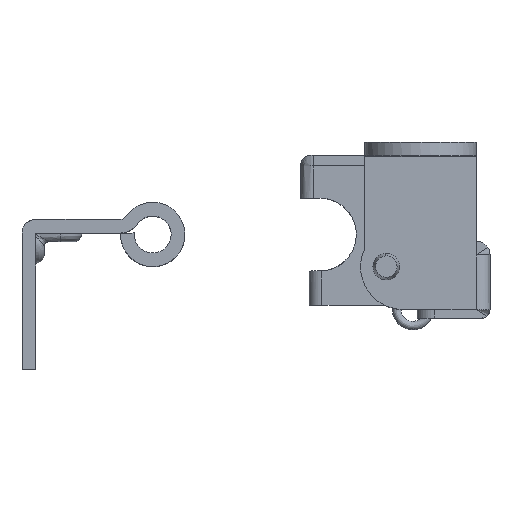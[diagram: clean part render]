
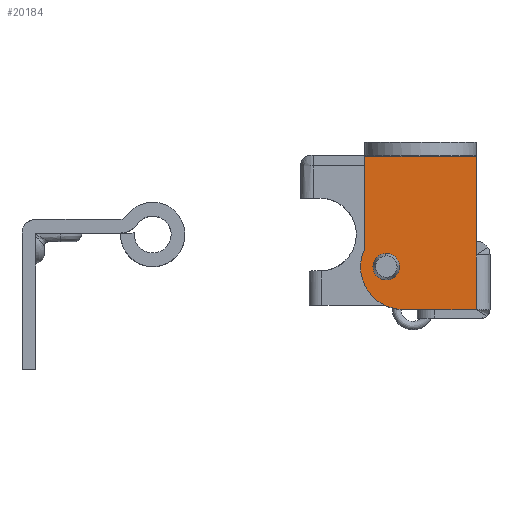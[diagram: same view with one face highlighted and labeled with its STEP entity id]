
A CAD part, top view. The second image highlights one B-rep face of the part: STEP entity #20184.
In plain terms, the highlighted free-form (B-spline) face has degree [1, 1] with [2, 2] control points.
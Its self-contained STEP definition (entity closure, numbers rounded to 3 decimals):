
#19120=CARTESIAN_POINT('',(-3.905,-16.047,-7.15));
#19121=VERTEX_POINT('',#19120);
#19127=CARTESIAN_POINT('',(-2.45,-14.5,-7.15));
#19128=VERTEX_POINT('',#19127);
#19129=CARTESIAN_POINT('',(-2.45,-14.5,-7.15));
#19130=CARTESIAN_POINT('',(-2.45,-15.958,-7.15));
#19131=CARTESIAN_POINT('',(-3.905,-16.047,-7.15));
#19139=(BOUNDED_CURVE()B_SPLINE_CURVE(2,(#19129,#19130,#19131),.UNSPECIFIED.,.F.,.U.)B_SPLINE_CURVE_WITH_KNOTS((3,3),(0.5,0.739),.UNSPECIFIED.)CURVE()GEOMETRIC_REPRESENTATION_ITEM()RATIONAL_B_SPLINE_CURVE((1.0,0.72,0.976))REPRESENTATION_ITEM(''));
#19140=EDGE_CURVE('',#19128,#19121,#19139,.T.);
#19142=CARTESIAN_POINT('',(-4.095,-12.953,-7.15));
#19143=VERTEX_POINT('',#19142);
#19144=CARTESIAN_POINT('',(-4.095,-12.953,-7.15));
#19145=CARTESIAN_POINT('',(-4.047,-12.95,-7.15));
#19146=CARTESIAN_POINT('',(-4.,-12.95,-7.15));
#19147=CARTESIAN_POINT('',(-2.45,-12.95,-7.15));
#19148=CARTESIAN_POINT('',(-2.45,-14.5,-7.15));
#19156=(BOUNDED_CURVE()B_SPLINE_CURVE(2,(#19144,#19145,#19146,#19147,#19148),.UNSPECIFIED.,.F.,.U.)B_SPLINE_CURVE_WITH_KNOTS((3,2,3),(0.239,0.25,0.5),.UNSPECIFIED.)CURVE()GEOMETRIC_REPRESENTATION_ITEM()RATIONAL_B_SPLINE_CURVE((0.976,0.988,1.0,0.707,1.0))REPRESENTATION_ITEM(''));
#19157=EDGE_CURVE('',#19143,#19128,#19156,.T.);
#19201=CARTESIAN_POINT('',(-5.55,-14.5,-7.15));
#19202=VERTEX_POINT('',#19201);
#19203=CARTESIAN_POINT('',(-5.55,-14.5,-7.15));
#19204=CARTESIAN_POINT('',(-5.55,-13.042,-7.15));
#19205=CARTESIAN_POINT('',(-4.095,-12.953,-7.15));
#19213=(BOUNDED_CURVE()B_SPLINE_CURVE(2,(#19203,#19204,#19205),.UNSPECIFIED.,.F.,.U.)B_SPLINE_CURVE_WITH_KNOTS((3,3),(0.0,0.239),.UNSPECIFIED.)CURVE()GEOMETRIC_REPRESENTATION_ITEM()RATIONAL_B_SPLINE_CURVE((1.0,0.72,0.976))REPRESENTATION_ITEM(''));
#19214=EDGE_CURVE('',#19202,#19143,#19213,.T.);
#19216=CARTESIAN_POINT('',(-3.905,-16.047,-7.15));
#19217=CARTESIAN_POINT('',(-3.953,-16.05,-7.15));
#19218=CARTESIAN_POINT('',(-4.,-16.05,-7.15));
#19219=CARTESIAN_POINT('',(-5.55,-16.05,-7.15));
#19220=CARTESIAN_POINT('',(-5.55,-14.5,-7.15));
#19228=(BOUNDED_CURVE()B_SPLINE_CURVE(2,(#19216,#19217,#19218,#19219,#19220),.UNSPECIFIED.,.F.,.U.)B_SPLINE_CURVE_WITH_KNOTS((3,2,3),(0.739,0.75,1.0),.UNSPECIFIED.)CURVE()GEOMETRIC_REPRESENTATION_ITEM()RATIONAL_B_SPLINE_CURVE((0.976,0.988,1.0,0.707,1.0))REPRESENTATION_ITEM(''));
#19229=EDGE_CURVE('',#19121,#19202,#19228,.T.);
#20116=CARTESIAN_POINT('',(7.174,-20.389,-7.15));
#20117=CARTESIAN_POINT('',(-7.673,-20.389,-7.15));
#20118=CARTESIAN_POINT('',(7.174,-0.811,-7.15));
#20119=CARTESIAN_POINT('',(-7.673,-0.811,-7.15));
#20120=B_SPLINE_SURFACE_WITH_KNOTS('',1,1,((#20116,#20118),(#20117,#20119)),.UNSPECIFIED.,.F.,.F.,.U.,(2,2),(2,2),(0.0,14.847),(0.0,19.578),.UNSPECIFIED.);
#20121=CARTESIAN_POINT('',(-6.5,-1.7,-7.15));
#20122=VERTEX_POINT('',#20121);
#20123=CARTESIAN_POINT('',(-6.5,-12.321,-7.15));
#20124=VERTEX_POINT('',#20123);
#20125=CARTESIAN_POINT('',(-6.5,-1.7,-7.15));
#20126=CARTESIAN_POINT('',(-6.5,-12.321,-7.15));
#20127=QUASI_UNIFORM_CURVE('',1,(#20125,#20126),.UNSPECIFIED.,.F.,.U.);
#20128=EDGE_CURVE('',#20122,#20124,#20127,.T.);
#20129=ORIENTED_EDGE('',*,*,#20128,.T.);
#20130=CARTESIAN_POINT('',(-2.0,-19.5,-7.15));
#20131=VERTEX_POINT('',#20130);
#20132=CARTESIAN_POINT('',(-2.0,-19.5,-7.15));
#20133=CARTESIAN_POINT('',(-2.316,-19.5,-7.15));
#20134=CARTESIAN_POINT('',(-2.856,-19.449,-7.15));
#20135=CARTESIAN_POINT('',(-3.647,-19.241,-7.15));
#20136=CARTESIAN_POINT('',(-4.399,-18.917,-7.15));
#20137=CARTESIAN_POINT('',(-5.083,-18.465,-7.15));
#20138=CARTESIAN_POINT('',(-5.673,-17.918,-7.15));
#20139=CARTESIAN_POINT('',(-6.104,-17.384,-7.15));
#20140=CARTESIAN_POINT('',(-6.525,-16.683,-7.15));
#20141=CARTESIAN_POINT('',(-6.839,-15.882,-7.15));
#20142=CARTESIAN_POINT('',(-6.993,-15.023,-7.15));
#20143=CARTESIAN_POINT('',(-7.01,-14.258,-7.15));
#20144=CARTESIAN_POINT('',(-6.907,-13.367,-7.15));
#20145=CARTESIAN_POINT('',(-6.689,-12.711,-7.15));
#20146=CARTESIAN_POINT('',(-6.5,-12.321,-7.15));
#20147=B_SPLINE_CURVE_WITH_KNOTS('',3,(#20132,#20133,#20134,#20135,#20136,#20137,#20138,#20139,#20140,#20141,#20142,#20143,#20144,#20145,#20146),.UNSPECIFIED.,.F.,.U.,(4,1,1,1,1,1,1,1,1,1,1,1,4),(0.,0.948,1.619,2.448,3.396,4.067,4.857,5.449,6.516,7.424,8.056,8.806,10.109),.UNSPECIFIED.);
#20148=EDGE_CURVE('',#20131,#20124,#20147,.T.);
#20149=ORIENTED_EDGE('',*,*,#20148,.F.);
#20150=CARTESIAN_POINT('',(6.5,-19.5,-7.15));
#20151=VERTEX_POINT('',#20150);
#20152=CARTESIAN_POINT('',(-2.0,-19.5,-7.15));
#20153=CARTESIAN_POINT('',(6.5,-19.5,-7.15));
#20154=QUASI_UNIFORM_CURVE('',1,(#20152,#20153),.UNSPECIFIED.,.F.,.U.);
#20155=EDGE_CURVE('',#20131,#20151,#20154,.T.);
#20156=ORIENTED_EDGE('',*,*,#20155,.T.);
#20157=CARTESIAN_POINT('',(6.5,-12.9,-7.15));
#20158=VERTEX_POINT('',#20157);
#20159=CARTESIAN_POINT('',(6.5,-19.5,-7.15));
#20160=CARTESIAN_POINT('',(6.5,-12.9,-7.15));
#20161=QUASI_UNIFORM_CURVE('',1,(#20159,#20160),.UNSPECIFIED.,.F.,.U.);
#20162=EDGE_CURVE('',#20151,#20158,#20161,.T.);
#20163=ORIENTED_EDGE('',*,*,#20162,.T.);
#20164=CARTESIAN_POINT('',(6.5,-1.7,-7.15));
#20165=VERTEX_POINT('',#20164);
#20166=CARTESIAN_POINT('',(6.5,-1.7,-7.15));
#20167=CARTESIAN_POINT('',(6.5,-12.9,-7.15));
#20168=QUASI_UNIFORM_CURVE('',1,(#20166,#20167),.UNSPECIFIED.,.F.,.U.);
#20169=EDGE_CURVE('',#20165,#20158,#20168,.T.);
#20170=ORIENTED_EDGE('',*,*,#20169,.F.);
#20171=CARTESIAN_POINT('',(6.5,-1.7,-7.15));
#20172=CARTESIAN_POINT('',(-6.5,-1.7,-7.15));
#20173=QUASI_UNIFORM_CURVE('',1,(#20171,#20172),.UNSPECIFIED.,.F.,.U.);
#20174=EDGE_CURVE('',#20165,#20122,#20173,.T.);
#20175=ORIENTED_EDGE('',*,*,#20174,.T.);
#20176=EDGE_LOOP('',(#20129,#20149,#20156,#20163,#20170,#20175));
#20177=FACE_OUTER_BOUND('',#20176,.T.);
#20178=ORIENTED_EDGE('',*,*,#19140,.T.);
#20179=ORIENTED_EDGE('',*,*,#19229,.T.);
#20180=ORIENTED_EDGE('',*,*,#19214,.T.);
#20181=ORIENTED_EDGE('',*,*,#19157,.T.);
#20182=EDGE_LOOP('',(#20178,#20179,#20180,#20181));
#20183=FACE_BOUND('',#20182,.T.);
#20184=ADVANCED_FACE('',(#20177,#20183),#20120,.F.);
